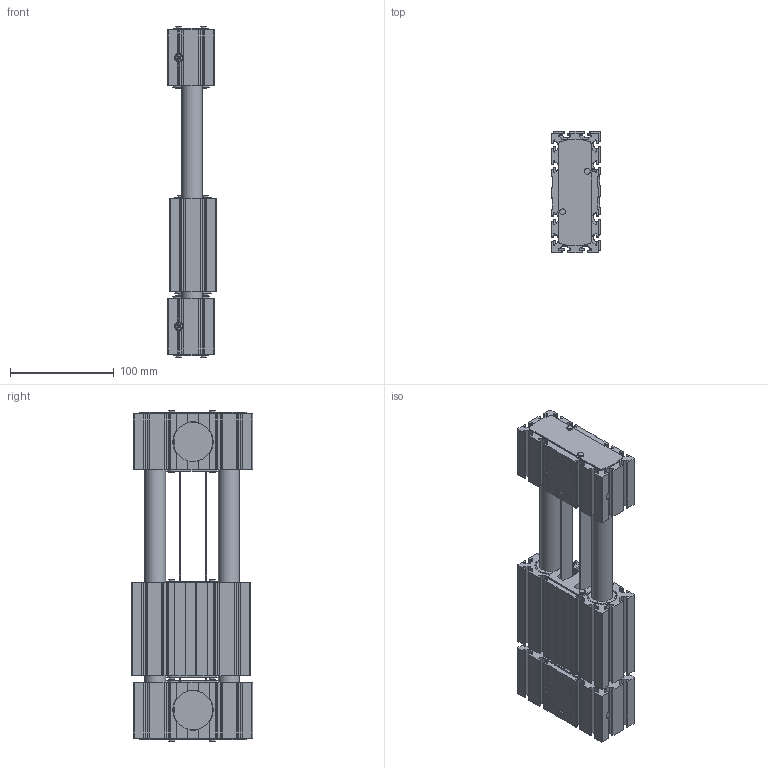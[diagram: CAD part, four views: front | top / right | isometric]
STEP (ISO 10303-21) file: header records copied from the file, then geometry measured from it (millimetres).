
FILE_DESCRIPTION(/* description */ ('STEP AP214'),/* implementation_level */ '2;1');
FILE_NAME(/* name */ '8083776_ELGR-TB-45-100-0H',/* time_stamp */ '2024-08-27T19:57:19+02:00',/* author */ ('License CC BY-ND 4.0'),/* organization */ ('CADENAS'),/* preprocessor_version */ 'ST-DEVELOPER v19.3',/* originating_system */ 'PARTsolutions',/* authorisation */ ' ');
FILE_SCHEMA (('AUTOMOTIVE_DESIGN {1 0 10303 214 3 1 1}'));
Length unit declared in the file: millimetre
Products named in the file (4): 8083776 ELGR-TB-45-100-0H---(0); 732020 ELGR-TB-45-100-0H---G; 716452 DGC-70-TB; 560506 ELGR---(SK_-)
Assembly tree (5 placements, depth 2):
  8083776 ELGR-TB-45-100-0H---(0)
    732020 ELGR-TB-45-100-0H---G
    716452 DGC-70-TB  x3
    560506 ELGR---(SK_-)
Bounding box: 47 x 117 x 319 mm (x, y, z)
Volume: 840722.3 mm3; surface area: 241577 mm2
Topology: 5 solids, 5 shells, 1235 faces, 3467 edges, 2276 vertices
Faces by surface type: plane 579, cylinder 574, cone 68, torus 14
Full cylindrical faces by diameter (mm): 5.5 x12, 7 x8, 8 x4, 10 x2, 20 x10, 24.07 x1, 24.8 x1, 27 x4, 28 x2, 29 x2, 32 x8, 33.7 x2, 38 x4
Entity records: 41426 total; most frequent: CARTESIAN_POINT 7001, DIRECTION 6892, ORIENTED_EDGE 6524, EDGE_CURVE 3262, AXIS2_PLACEMENT_3D 2497, VERTEX_POINT 2206, LINE 1898, VECTOR 1898
